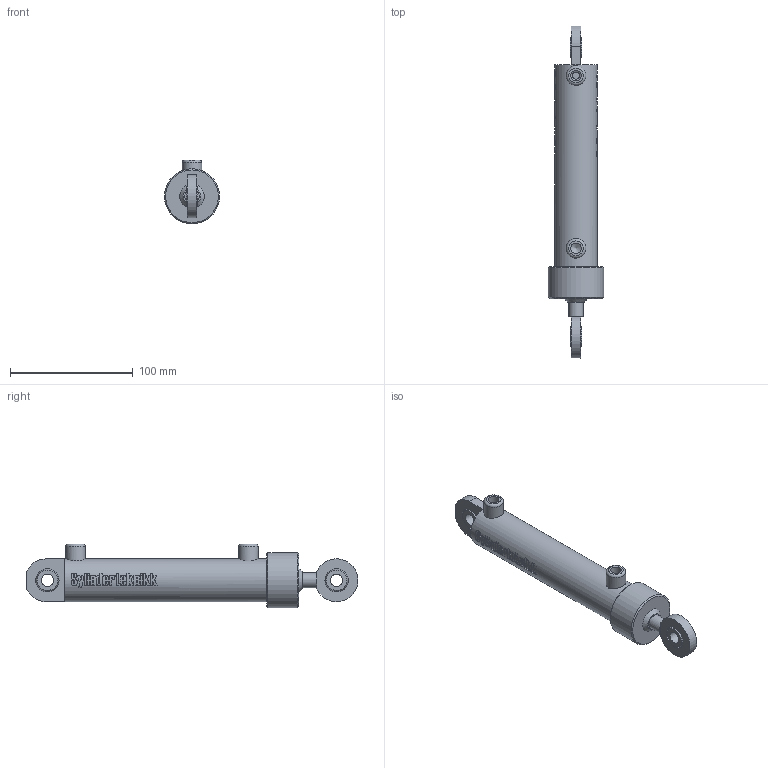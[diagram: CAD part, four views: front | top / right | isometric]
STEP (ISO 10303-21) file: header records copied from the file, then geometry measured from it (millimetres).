
FILE_DESCRIPTION((''),'2;1');
FILE_NAME('DVL25_12.stp','2010-01-22T10:35:37',('tribel'),(''),'Autodesk Inventor 2009','Autodesk Inventor 2009','');
FILE_SCHEMA(('AUTOMOTIVE_DESIGN { 1 0 10303 214 1 1 1 1 }'));
Length unit declared in the file: millimetre
Products named in the file (6): DVL25_12; DVL25_12_body; DVL25_12_stang; DVL25_12_Parameters; Lager10; Klinkby10.komplett
Assembly tree (5 placements, depth 2):
  DVL25_12
    DVL25_12_body
    DVL25_12_stang
    DVL25_12_Parameters
    Lager10
    Klinkby10.komplett
Bounding box: 45 x 271 x 52 mm (x, y, z)
Volume: 168606.8 mm3; surface area: 57244.2 mm2
Topology: 5 solids, 6 shells, 484 faces, 1276 edges, 845 vertices
Faces by surface type: plane 267, bspline 150, cylinder 56, torus 4, sphere 4, cone 3
Full cylindrical faces by diameter (mm): 10 x2, 12 x2, 16 x2, 19 x3, 25 x2, 35 x1, 45 x1
Entity records: 45111 total; most frequent: CARTESIAN_POINT 34348, ORIENTED_EDGE 2450, DIRECTION 1614, EDGE_CURVE 1227, VERTEX_POINT 832, EDGE_LOOP 571, AXIS2_PLACEMENT_3D 551, VECTOR 512
